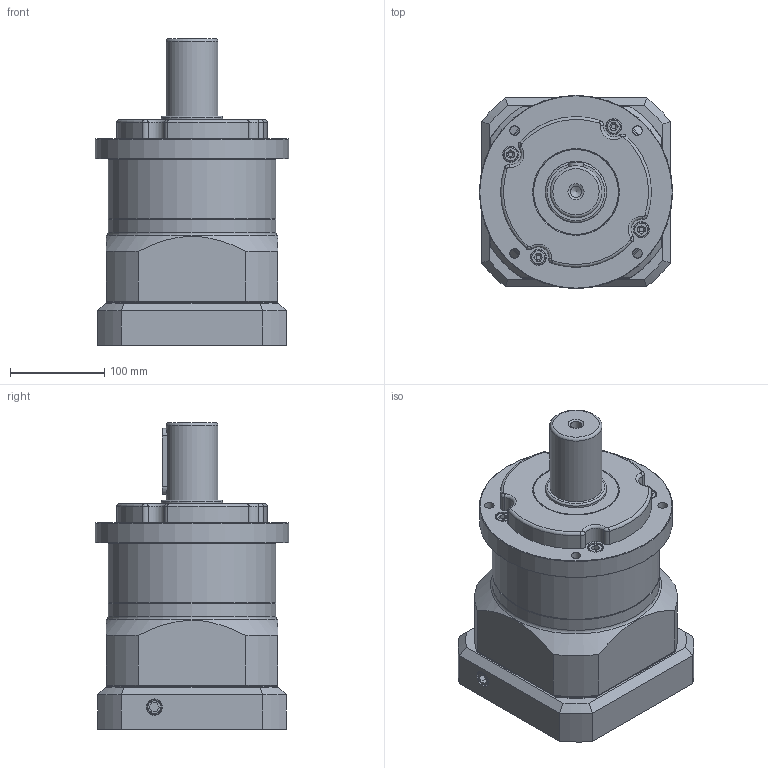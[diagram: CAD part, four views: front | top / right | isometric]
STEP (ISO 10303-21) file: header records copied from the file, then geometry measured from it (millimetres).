
FILE_DESCRIPTION((''),'2;1');
FILE_NAME('KFE-180-1.stp','2012-02-15T14:33:02',('young'),(''),'Autodesk Inventor 2012','Autodesk Inventor 2012','');
FILE_SCHEMA(('AUTOMOTIVE_DESIGN { 1 0 10303 214 1 1 1 1 }'));
Length unit declared in the file: millimetre
Products named in the file (1): KFE-180-1
Bounding box: 205 x 205 x 325 mm (x, y, z)
Volume: 5249833.1 mm3; surface area: 635596.4 mm2
Topology: 25 solids, 27 shells, 860 faces, 2054 edges, 1304 vertices
Faces by surface type: plane 398, cylinder 280, cone 116, bspline 38, torus 28
Full cylindrical faces by diameter (mm): 1.135 x1, 8.5 x8, 8.6 x1, 10 x6, 10.2 x12, 11 x9, 12 x8, 13 x4, 14.5 x2, 16 x6, 16.709 x2, 17 x4, 18 x7, 19 x4, 44.9 x1, 46 x1, 55 x1, 58.5 x1, 59.8 x1, 60 x1, 64.8 x1, 65 x2, 80 x2, 90 x2, 140 x1, 155 x1, 165 x1, 178 x2, 205 x1
Entity records: 26438 total; most frequent: CARTESIAN_POINT 7040, DIRECTION 4150, ORIENTED_EDGE 3646, EDGE_CURVE 1823, AXIS2_PLACEMENT_3D 1624, VERTEX_POINT 1259, EDGE_LOOP 1152, VECTOR 902
